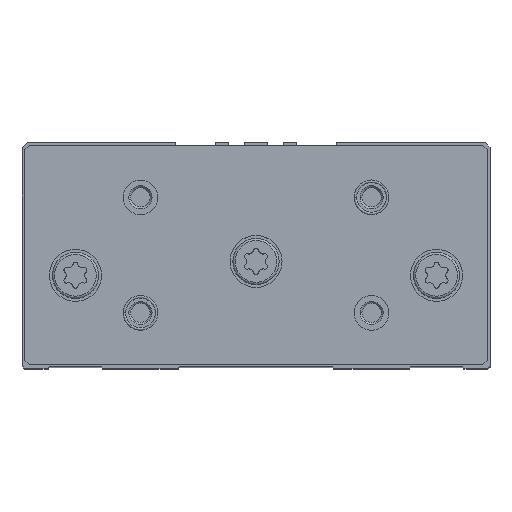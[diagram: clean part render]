
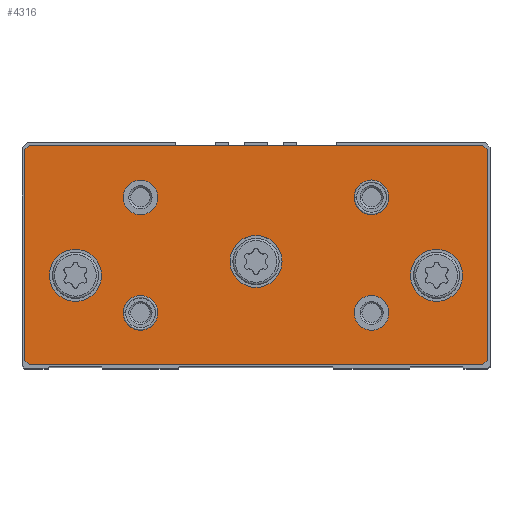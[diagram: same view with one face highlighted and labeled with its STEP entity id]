
A CAD part, top view. The second image highlights one B-rep face of the part: STEP entity #4316.
In plain terms, the highlighted face is planar.
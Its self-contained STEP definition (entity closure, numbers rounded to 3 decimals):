
#272=LINE('',#7452,#510);
#276=LINE('',#7461,#514);
#279=LINE('',#7467,#517);
#282=LINE('',#7473,#520);
#285=LINE('',#7479,#523);
#288=LINE('',#7485,#526);
#291=LINE('',#7491,#529);
#294=LINE('',#7497,#532);
#510=VECTOR('',#6087,1000.);
#514=VECTOR('',#6093,1000.);
#517=VECTOR('',#6098,1000.);
#520=VECTOR('',#6103,1000.);
#523=VECTOR('',#6108,1000.);
#526=VECTOR('',#6113,1000.);
#529=VECTOR('',#6118,1000.);
#532=VECTOR('',#6123,1000.);
#679=PLANE('',#5010);
#1416=ORIENTED_EDGE('',*,*,#2181,.F.);
#1417=ORIENTED_EDGE('',*,*,#2182,.F.);
#1418=ORIENTED_EDGE('',*,*,#2183,.F.);
#1419=ORIENTED_EDGE('',*,*,#2184,.F.);
#1420=ORIENTED_EDGE('',*,*,#2185,.F.);
#1421=ORIENTED_EDGE('',*,*,#2186,.F.);
#1422=ORIENTED_EDGE('',*,*,#2187,.F.);
#1423=ORIENTED_EDGE('',*,*,#2150,.T.);
#1424=ORIENTED_EDGE('',*,*,#2154,.T.);
#1425=ORIENTED_EDGE('',*,*,#2157,.T.);
#1426=ORIENTED_EDGE('',*,*,#2160,.T.);
#1427=ORIENTED_EDGE('',*,*,#2163,.T.);
#1428=ORIENTED_EDGE('',*,*,#2166,.T.);
#1429=ORIENTED_EDGE('',*,*,#2169,.T.);
#1430=ORIENTED_EDGE('',*,*,#2172,.T.);
#2150=EDGE_CURVE('',#2635,#2636,#272,.T.);
#2154=EDGE_CURVE('',#2636,#2639,#276,.T.);
#2157=EDGE_CURVE('',#2639,#2641,#279,.T.);
#2160=EDGE_CURVE('',#2641,#2643,#282,.T.);
#2163=EDGE_CURVE('',#2643,#2645,#285,.T.);
#2166=EDGE_CURVE('',#2645,#2647,#288,.T.);
#2169=EDGE_CURVE('',#2647,#2649,#291,.T.);
#2172=EDGE_CURVE('',#2649,#2635,#294,.T.);
#2181=EDGE_CURVE('',#2656,#2656,#2958,.T.);
#2182=EDGE_CURVE('',#2657,#2657,#2959,.T.);
#2183=EDGE_CURVE('',#2658,#2658,#2960,.T.);
#2184=EDGE_CURVE('',#2659,#2659,#2961,.T.);
#2185=EDGE_CURVE('',#2660,#2660,#2962,.T.);
#2186=EDGE_CURVE('',#2661,#2661,#2963,.T.);
#2187=EDGE_CURVE('',#2662,#2662,#2964,.T.);
#2635=VERTEX_POINT('',#7453);
#2636=VERTEX_POINT('',#7454);
#2639=VERTEX_POINT('',#7462);
#2641=VERTEX_POINT('',#7468);
#2643=VERTEX_POINT('',#7474);
#2645=VERTEX_POINT('',#7480);
#2647=VERTEX_POINT('',#7486);
#2649=VERTEX_POINT('',#7492);
#2656=VERTEX_POINT('',#7514);
#2657=VERTEX_POINT('',#7516);
#2658=VERTEX_POINT('',#7518);
#2659=VERTEX_POINT('',#7520);
#2660=VERTEX_POINT('',#7522);
#2661=VERTEX_POINT('',#7524);
#2662=VERTEX_POINT('',#7526);
#2958=CIRCLE('',#5011,9.);
#2959=CIRCLE('',#5012,9.);
#2960=CIRCLE('',#5013,9.);
#2961=CIRCLE('',#5014,6.);
#2962=CIRCLE('',#5015,6.);
#2963=CIRCLE('',#5016,6.);
#2964=CIRCLE('',#5017,6.);
#3369=EDGE_LOOP('',(#1416));
#3370=EDGE_LOOP('',(#1417));
#3371=EDGE_LOOP('',(#1418));
#3372=EDGE_LOOP('',(#1419));
#3373=EDGE_LOOP('',(#1420));
#3374=EDGE_LOOP('',(#1421));
#3375=EDGE_LOOP('',(#1422));
#3376=EDGE_LOOP('',(#1423,#1424,#1425,#1426,#1427,#1428,#1429,#1430));
#3851=FACE_BOUND('',#3369,.T.);
#3852=FACE_BOUND('',#3370,.T.);
#3853=FACE_BOUND('',#3371,.T.);
#3854=FACE_BOUND('',#3372,.T.);
#3855=FACE_BOUND('',#3373,.T.);
#3856=FACE_BOUND('',#3374,.T.);
#3857=FACE_BOUND('',#3375,.T.);
#3858=FACE_BOUND('',#3376,.T.);
#4316=ADVANCED_FACE('',(#3851,#3852,#3853,#3854,#3855,#3856,#3857,#3858),
#679,.F.);
#5010=AXIS2_PLACEMENT_3D('',#7512,#6139,#6140);
#5011=AXIS2_PLACEMENT_3D('',#7513,#6141,#6142);
#5012=AXIS2_PLACEMENT_3D('',#7515,#6143,#6144);
#5013=AXIS2_PLACEMENT_3D('',#7517,#6145,#6146);
#5014=AXIS2_PLACEMENT_3D('',#7519,#6147,#6148);
#5015=AXIS2_PLACEMENT_3D('',#7521,#6149,#6150);
#5016=AXIS2_PLACEMENT_3D('',#7523,#6151,#6152);
#5017=AXIS2_PLACEMENT_3D('',#7525,#6153,#6154);
#6087=DIRECTION('',(0.,-1.,0.));
#6093=DIRECTION('',(0.,-0.707,-0.707));
#6098=DIRECTION('',(0.,0.,-1.));
#6103=DIRECTION('',(0.,0.707,-0.707));
#6108=DIRECTION('',(0.,1.,0.));
#6113=DIRECTION('',(0.,0.707,0.707));
#6118=DIRECTION('',(0.,0.,1.));
#6123=DIRECTION('',(0.,-0.707,0.707));
#6139=DIRECTION('',(-1.,0.,0.));
#6140=DIRECTION('',(0.,0.,1.));
#6141=DIRECTION('',(1.,0.,0.));
#6142=DIRECTION('',(0.,0.,-1.));
#6143=DIRECTION('',(1.,0.,0.));
#6144=DIRECTION('',(0.,0.,-1.));
#6145=DIRECTION('',(1.,0.,0.));
#6146=DIRECTION('',(0.,0.,-1.));
#6147=DIRECTION('',(1.,0.,0.));
#6148=DIRECTION('',(0.,0.,-1.));
#6149=DIRECTION('',(1.,0.,0.));
#6150=DIRECTION('',(0.,0.,-1.));
#6151=DIRECTION('',(1.,0.,0.));
#6152=DIRECTION('',(0.,0.,-1.));
#6153=DIRECTION('',(1.,0.,0.));
#6154=DIRECTION('',(0.,0.,-1.));
#7452=CARTESIAN_POINT('',(18.,38.7,80.));
#7453=CARTESIAN_POINT('',(18.,38.7,80.));
#7454=CARTESIAN_POINT('',(18.,-34.3,80.));
#7461=CARTESIAN_POINT('',(18.,-34.3,80.));
#7462=CARTESIAN_POINT('',(18.,-35.8,78.5));
#7467=CARTESIAN_POINT('',(18.,-35.8,78.5));
#7468=CARTESIAN_POINT('',(18.,-35.8,-78.5));
#7473=CARTESIAN_POINT('',(18.,-35.8,-78.5));
#7474=CARTESIAN_POINT('',(18.,-34.3,-80.));
#7479=CARTESIAN_POINT('',(18.,-34.3,-80.));
#7480=CARTESIAN_POINT('',(18.,38.7,-80.));
#7485=CARTESIAN_POINT('',(18.,38.7,-80.));
#7486=CARTESIAN_POINT('',(18.,40.2,-78.5));
#7491=CARTESIAN_POINT('',(18.,40.2,-78.5));
#7492=CARTESIAN_POINT('',(18.,40.2,78.5));
#7497=CARTESIAN_POINT('',(18.,40.2,78.5));
#7512=CARTESIAN_POINT('',(18.,-4.8,-72.5));
#7513=CARTESIAN_POINT('',(18.,-4.8,-62.5));
#7514=CARTESIAN_POINT('',(18.,-4.8,-71.5));
#7515=CARTESIAN_POINT('',(18.,-4.8,62.5));
#7516=CARTESIAN_POINT('',(18.,-4.8,53.5));
#7517=CARTESIAN_POINT('',(18.,0.,0.));
#7518=CARTESIAN_POINT('',(18.,0.,-9.));
#7519=CARTESIAN_POINT('',(18.,-17.8,40.));
#7520=CARTESIAN_POINT('',(18.,-17.8,34.));
#7521=CARTESIAN_POINT('',(18.,-17.8,-40.));
#7522=CARTESIAN_POINT('',(18.,-17.8,-46.));
#7523=CARTESIAN_POINT('',(18.,22.2,40.));
#7524=CARTESIAN_POINT('',(18.,22.2,34.));
#7525=CARTESIAN_POINT('',(18.,22.2,-40.));
#7526=CARTESIAN_POINT('',(18.,22.2,-46.));
